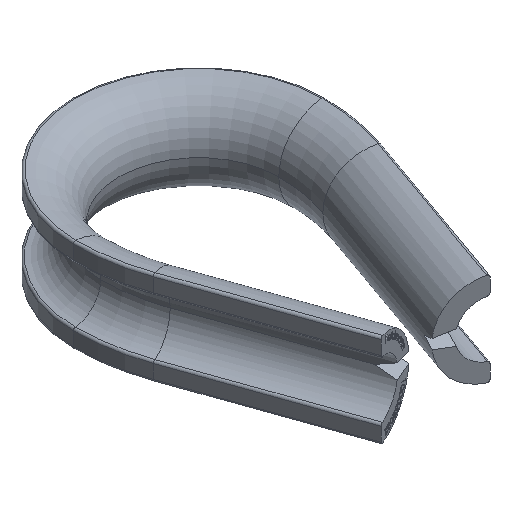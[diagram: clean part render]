
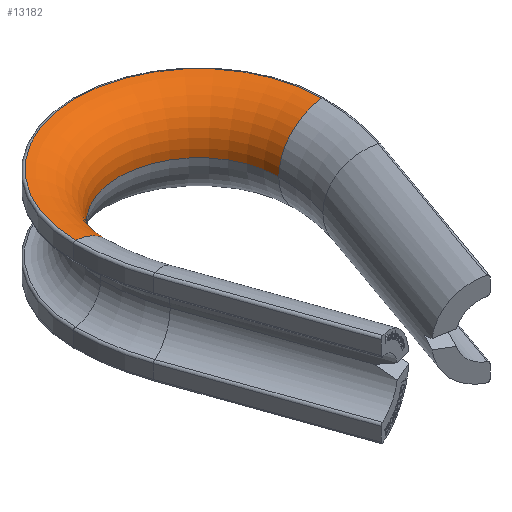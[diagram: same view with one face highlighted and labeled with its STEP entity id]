
A CAD part, isometric view. The second image highlights one B-rep face of the part: STEP entity #13182.
In plain terms, the highlighted toroidal (fillet/blend) face has major radius 5.55 mm and minor radius 2.05 mm.
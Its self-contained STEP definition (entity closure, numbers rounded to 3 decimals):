
#285 = CIRCLE ( 'NONE', #8080, 2.05 ) ;
#839 = ORIENTED_EDGE ( 'NONE', *, *, #13625, .F. ) ;
#1054 = ORIENTED_EDGE ( 'NONE', *, *, #4530, .T. ) ;
#1148 = AXIS2_PLACEMENT_3D ( 'NONE', #10466, #3384, #11641 ) ;
#2089 = DIRECTION ( 'NONE',  ( 0., 0., -1. ) ) ;
#3244 = EDGE_CURVE ( 'NONE', #15068, #13412, #6223, .T. ) ;
#3384 = DIRECTION ( 'NONE',  ( 0., 0., 1. ) ) ;
#3526 = AXIS2_PLACEMENT_3D ( 'NONE', #3562, #9498, #10604 ) ;
#3562 = CARTESIAN_POINT ( 'NONE',  ( 0., 9.7, 0. ) ) ;
#3806 = DIRECTION ( 'NONE',  ( 0., -1., 0. ) ) ;
#4069 = AXIS2_PLACEMENT_3D ( 'NONE', #4397, #12633, #10384 ) ;
#4397 = CARTESIAN_POINT ( 'NONE',  ( 0., 9.7, 2.044 ) ) ;
#4530 = EDGE_CURVE ( 'NONE', #13412, #11484, #6194, .T. ) ;
#4704 = VERTEX_POINT ( 'NONE', #10750 ) ;
#4846 = CARTESIAN_POINT ( 'NONE',  ( -3.5, 9.7, 0. ) ) ;
#5744 = CARTESIAN_POINT ( 'NONE',  ( -5.55, 9.7, 0. ) ) ;
#6053 = CARTESIAN_POINT ( 'NONE',  ( -5.392, 9.7, 2.044 ) ) ;
#6194 = CIRCLE ( 'NONE', #12762, 2.05 ) ;
#6215 = ORIENTED_EDGE ( 'NONE', *, *, #14619, .F. ) ;
#6223 = CIRCLE ( 'NONE', #4069, 5.392 ) ;
#6600 = CIRCLE ( 'NONE', #3526, 3.5 ) ;
#6821 = DIRECTION ( 'NONE',  ( 0., 1., 0. ) ) ;
#6837 = ORIENTED_EDGE ( 'NONE', *, *, #3244, .T. ) ;
#8080 = AXIS2_PLACEMENT_3D ( 'NONE', #14384, #3806, #8550 ) ;
#8550 = DIRECTION ( 'NONE',  ( 0., 0., -1. ) ) ;
#9037 = TOROIDAL_SURFACE ( 'NONE', #1148, 5.55, 2.05 ) ;
#9222 = FACE_OUTER_BOUND ( 'NONE', #13520, .T. ) ;
#9498 = DIRECTION ( 'NONE',  ( 0., 0., 1. ) ) ;
#10384 = DIRECTION ( 'NONE',  ( -1., 0., 0. ) ) ;
#10466 = CARTESIAN_POINT ( 'NONE',  ( 0., 9.7, 0. ) ) ;
#10604 = DIRECTION ( 'NONE',  ( 1., 0., 0. ) ) ;
#10750 = CARTESIAN_POINT ( 'NONE',  ( 3.5, 9.7, 0. ) ) ;
#11484 = VERTEX_POINT ( 'NONE', #4846 ) ;
#11641 = DIRECTION ( 'NONE',  ( 1., 0., 0. ) ) ;
#12633 = DIRECTION ( 'NONE',  ( 0., 0., 1. ) ) ;
#12762 = AXIS2_PLACEMENT_3D ( 'NONE', #5744, #6821, #2089 ) ;
#12806 = CARTESIAN_POINT ( 'NONE',  ( 5.392, 9.7, 2.044 ) ) ;
#13182 = ADVANCED_FACE ( 'NONE', ( #9222 ), #9037, .T. ) ;
#13412 = VERTEX_POINT ( 'NONE', #6053 ) ;
#13520 = EDGE_LOOP ( 'NONE', ( #839, #6215, #6837, #1054 ) ) ;
#13625 = EDGE_CURVE ( 'NONE', #4704, #11484, #6600, .T. ) ;
#14384 = CARTESIAN_POINT ( 'NONE',  ( 5.55, 9.7, 0. ) ) ;
#14619 = EDGE_CURVE ( 'NONE', #15068, #4704, #285, .T. ) ;
#15068 = VERTEX_POINT ( 'NONE', #12806 ) ;
